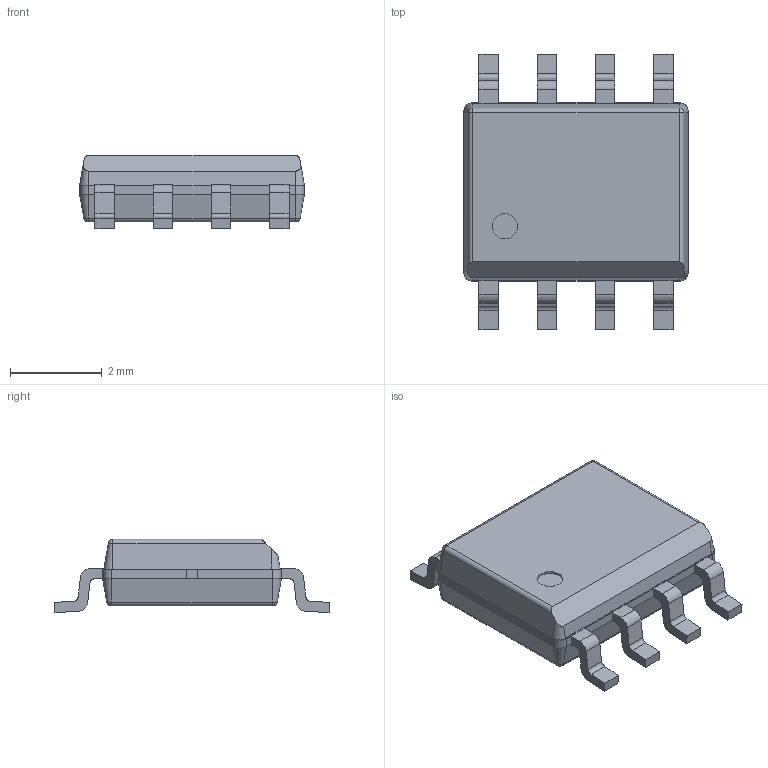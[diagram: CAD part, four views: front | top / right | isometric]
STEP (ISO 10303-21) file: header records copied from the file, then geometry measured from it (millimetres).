
FILE_DESCRIPTION(/* description */ (''),/* implementation_level */ '2;1');
FILE_NAME(/* name */ 'SOP-8L',/* time_stamp */ '2021-01-04T15:33:38+08:00',/* author */ ('Wei Wu'),/* organization */ ('Diodes'),/* preprocessor_version */ 'ST-DEVELOPER v16.7',/* originating_system */ 'DEX',/* authorisation */ $);
FILE_SCHEMA (('AUTOMOTIVE_DESIGN {1 0 10303 214 3 1 1}'));
Length unit declared in the file: millimetre
Products named in the file (4): SOP-8L; CPD; LDF - outer lead; LDF - 8L
Assembly tree (3 placements, depth 2):
  SOP-8L
    CPD
    LDF - outer lead
    LDF - 8L
Bounding box: 4.9 x 6 x 1.6 mm (x, y, z)
Volume: 29.6 mm3; surface area: 106.4 mm2
Topology: 20 solids, 20 shells, 274 faces, 675 edges, 442 vertices
Faces by surface type: plane 208, cylinder 52, cone 8, torus 6
Full cylindrical faces by diameter (mm): 0.55 x1
Entity records: 8920 total; most frequent: CARTESIAN_POINT 1394, DIRECTION 1352, ORIENTED_EDGE 1348, EDGE_CURVE 674, LINE 552, VECTOR 552, VERTEX_POINT 442, AXIS2_PLACEMENT_3D 400
